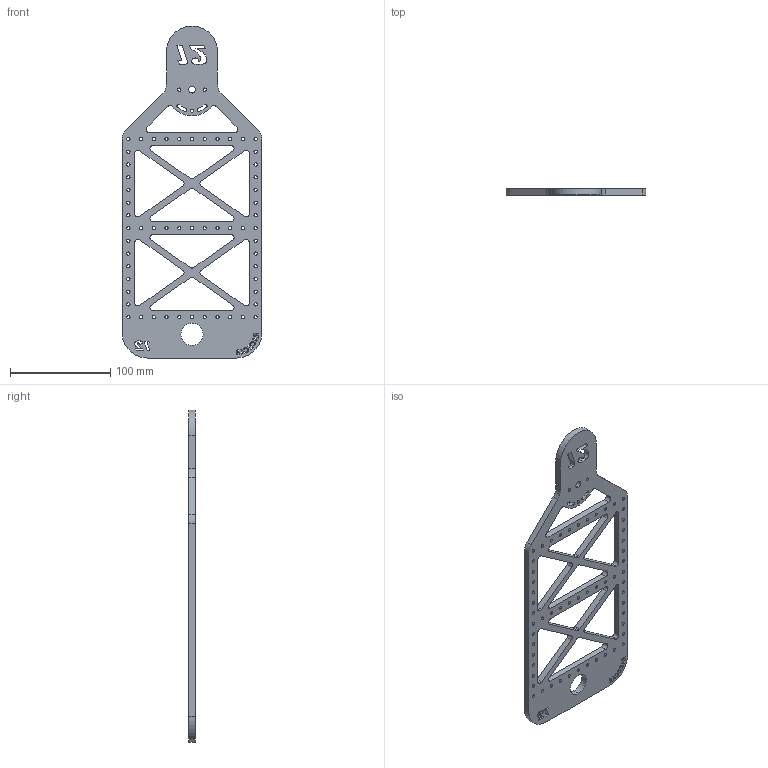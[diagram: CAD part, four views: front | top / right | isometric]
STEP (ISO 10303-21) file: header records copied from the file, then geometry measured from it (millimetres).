
FILE_DESCRIPTION (( 'STEP AP214' ), '1' );
FILE_NAME ('B3.STEP', '2016-04-08T17:28:28', ( '' ), ( '' ), 'SwSTEP 2.0', 'SolidWorks 2016', '' );
FILE_SCHEMA (( 'AUTOMOTIVE_DESIGN' ));
Length unit declared in the file: inch
Products named in the file (1): B3
Bounding box: 139.7 x 6.35 x 331.36 mm (x, y, z)
Volume: 134106.9 mm3; surface area: 65799.9 mm2
Topology: 1 solids, 1 shells, 356 faces, 1062 edges, 708 vertices
Faces by surface type: cylinder 178, plane 120, bspline 58
Entity records: 14682 total; most frequent: CARTESIAN_POINT 4777, ORIENTED_EDGE 2124, DIRECTION 1900, EDGE_CURVE 1062, VERTEX_POINT 708, AXIS2_PLACEMENT_3D 655, VECTOR 590, LINE 590
